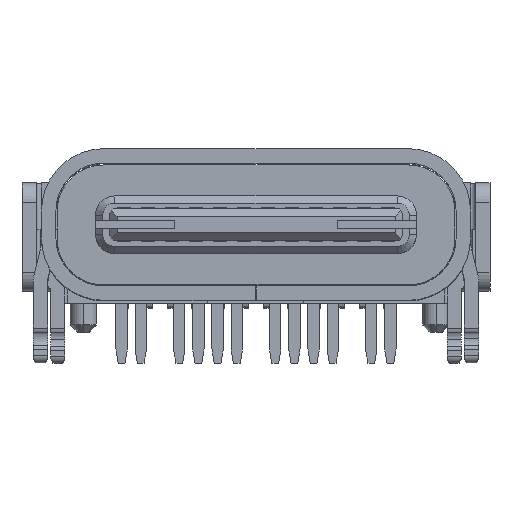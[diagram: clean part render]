
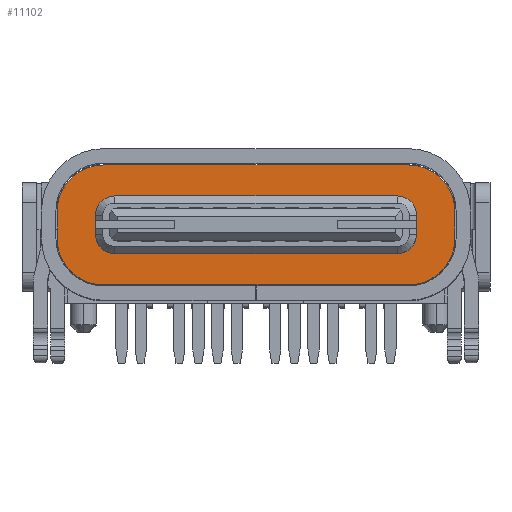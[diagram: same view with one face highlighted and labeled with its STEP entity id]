
A CAD part, top view. The second image highlights one B-rep face of the part: STEP entity #11102.
In plain terms, the highlighted planar face has unit normal (0, 0, 1).
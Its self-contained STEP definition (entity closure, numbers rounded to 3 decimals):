
#8397 = VERTEX_POINT('',#8398);
#8398 = CARTESIAN_POINT('',(3.175,1.25,1.08));
#8404 = EDGE_CURVE('',#8397,#8405,#8407,.T.);
#8405 = VERTEX_POINT('',#8406);
#8406 = CARTESIAN_POINT('',(4.145,0.28,1.08));
#8407 = CIRCLE('',#8408,0.97);
#8408 = AXIS2_PLACEMENT_3D('',#8409,#8410,#8411);
#8409 = CARTESIAN_POINT('',(3.175,0.28,1.08));
#8410 = DIRECTION('',(0.,0.,-1.));
#8411 = DIRECTION('',(0.,1.,0.));
#8445 = VERTEX_POINT('',#8446);
#8446 = CARTESIAN_POINT('',(4.145,-0.28,1.08));
#8452 = EDGE_CURVE('',#8445,#8405,#8453,.T.);
#8453 = LINE('',#8454,#8455);
#8454 = CARTESIAN_POINT('',(4.145,-0.28,1.08));
#8455 = VECTOR('',#8456,1.);
#8456 = DIRECTION('',(0.,1.,0.));
#8477 = EDGE_CURVE('',#8445,#8478,#8480,.T.);
#8478 = VERTEX_POINT('',#8479);
#8479 = CARTESIAN_POINT('',(3.175,-1.25,1.08));
#8480 = CIRCLE('',#8481,0.97);
#8481 = AXIS2_PLACEMENT_3D('',#8482,#8483,#8484);
#8482 = CARTESIAN_POINT('',(3.175,-0.28,1.08));
#8483 = DIRECTION('',(0.,0.,-1.));
#8484 = DIRECTION('',(1.,0.,0.));
#8518 = VERTEX_POINT('',#8519);
#8519 = CARTESIAN_POINT('',(-3.175,-1.25,1.08));
#8525 = EDGE_CURVE('',#8518,#8478,#8526,.T.);
#8526 = LINE('',#8527,#8528);
#8527 = CARTESIAN_POINT('',(-3.175,-1.25,1.08));
#8528 = VECTOR('',#8529,1.);
#8529 = DIRECTION('',(1.,0.,0.));
#8551 = VERTEX_POINT('',#8552);
#8552 = CARTESIAN_POINT('',(-3.175,1.25,1.08));
#8558 = EDGE_CURVE('',#8397,#8551,#8559,.T.);
#8559 = LINE('',#8560,#8561);
#8560 = CARTESIAN_POINT('',(3.175,1.25,1.08));
#8561 = VECTOR('',#8562,1.);
#8562 = DIRECTION('',(-1.,0.,0.));
#11102 = ADVANCED_FACE('',(#11103,#11134),#11204,.T.);
#11103 = FACE_BOUND('',#11104,.F.);
#11104 = EDGE_LOOP('',(#11105,#11106,#11107,#11108,#11117,#11125,#11132,
    #11133));
#11105 = ORIENTED_EDGE('',*,*,#8452,.F.);
#11106 = ORIENTED_EDGE('',*,*,#8477,.T.);
#11107 = ORIENTED_EDGE('',*,*,#8525,.F.);
#11108 = ORIENTED_EDGE('',*,*,#11109,.T.);
#11109 = EDGE_CURVE('',#8518,#11110,#11112,.T.);
#11110 = VERTEX_POINT('',#11111);
#11111 = CARTESIAN_POINT('',(-4.145,-0.28,1.08));
#11112 = CIRCLE('',#11113,0.97);
#11113 = AXIS2_PLACEMENT_3D('',#11114,#11115,#11116);
#11114 = CARTESIAN_POINT('',(-3.175,-0.28,1.08));
#11115 = DIRECTION('',(0.,0.,-1.));
#11116 = DIRECTION('',(0.,-1.,0.));
#11117 = ORIENTED_EDGE('',*,*,#11118,.T.);
#11118 = EDGE_CURVE('',#11110,#11119,#11121,.T.);
#11119 = VERTEX_POINT('',#11120);
#11120 = CARTESIAN_POINT('',(-4.145,0.28,1.08));
#11121 = LINE('',#11122,#11123);
#11122 = CARTESIAN_POINT('',(-4.145,-0.28,1.08));
#11123 = VECTOR('',#11124,1.);
#11124 = DIRECTION('',(0.,1.,0.));
#11125 = ORIENTED_EDGE('',*,*,#11126,.T.);
#11126 = EDGE_CURVE('',#11119,#8551,#11127,.T.);
#11127 = CIRCLE('',#11128,0.97);
#11128 = AXIS2_PLACEMENT_3D('',#11129,#11130,#11131);
#11129 = CARTESIAN_POINT('',(-3.175,0.28,1.08));
#11130 = DIRECTION('',(0.,0.,-1.));
#11131 = DIRECTION('',(-1.,0.,0.));
#11132 = ORIENTED_EDGE('',*,*,#8558,.F.);
#11133 = ORIENTED_EDGE('',*,*,#8404,.T.);
#11134 = FACE_BOUND('',#11135,.F.);
#11135 = EDGE_LOOP('',(#11136,#11146,#11155,#11163,#11172,#11180,#11189,
    #11197));
#11136 = ORIENTED_EDGE('',*,*,#11137,.T.);
#11137 = EDGE_CURVE('',#11138,#11140,#11142,.T.);
#11138 = VERTEX_POINT('',#11139);
#11139 = CARTESIAN_POINT('',(2.945,0.6,1.08));
#11140 = VERTEX_POINT('',#11141);
#11141 = CARTESIAN_POINT('',(-2.945,0.6,1.08));
#11142 = LINE('',#11143,#11144);
#11143 = CARTESIAN_POINT('',(2.945,0.6,1.08));
#11144 = VECTOR('',#11145,1.);
#11145 = DIRECTION('',(-1.,0.,0.));
#11146 = ORIENTED_EDGE('',*,*,#11147,.T.);
#11147 = EDGE_CURVE('',#11140,#11148,#11150,.T.);
#11148 = VERTEX_POINT('',#11149);
#11149 = CARTESIAN_POINT('',(-3.345,0.2,1.08));
#11150 = CIRCLE('',#11151,0.4);
#11151 = AXIS2_PLACEMENT_3D('',#11152,#11153,#11154);
#11152 = CARTESIAN_POINT('',(-2.945,0.2,1.08));
#11153 = DIRECTION('',(0.,0.,1.));
#11154 = DIRECTION('',(0.,1.,0.));
#11155 = ORIENTED_EDGE('',*,*,#11156,.T.);
#11156 = EDGE_CURVE('',#11148,#11157,#11159,.T.);
#11157 = VERTEX_POINT('',#11158);
#11158 = CARTESIAN_POINT('',(-3.345,-0.2,1.08));
#11159 = LINE('',#11160,#11161);
#11160 = CARTESIAN_POINT('',(-3.345,0.2,1.08));
#11161 = VECTOR('',#11162,1.);
#11162 = DIRECTION('',(0.,-1.,0.));
#11163 = ORIENTED_EDGE('',*,*,#11164,.T.);
#11164 = EDGE_CURVE('',#11157,#11165,#11167,.T.);
#11165 = VERTEX_POINT('',#11166);
#11166 = CARTESIAN_POINT('',(-2.945,-0.6,1.08));
#11167 = CIRCLE('',#11168,0.4);
#11168 = AXIS2_PLACEMENT_3D('',#11169,#11170,#11171);
#11169 = CARTESIAN_POINT('',(-2.945,-0.2,1.08));
#11170 = DIRECTION('',(0.,0.,1.));
#11171 = DIRECTION('',(-1.,0.,0.));
#11172 = ORIENTED_EDGE('',*,*,#11173,.T.);
#11173 = EDGE_CURVE('',#11165,#11174,#11176,.T.);
#11174 = VERTEX_POINT('',#11175);
#11175 = CARTESIAN_POINT('',(2.945,-0.6,1.08));
#11176 = LINE('',#11177,#11178);
#11177 = CARTESIAN_POINT('',(-2.945,-0.6,1.08));
#11178 = VECTOR('',#11179,1.);
#11179 = DIRECTION('',(1.,0.,0.));
#11180 = ORIENTED_EDGE('',*,*,#11181,.T.);
#11181 = EDGE_CURVE('',#11174,#11182,#11184,.T.);
#11182 = VERTEX_POINT('',#11183);
#11183 = CARTESIAN_POINT('',(3.345,-0.2,1.08));
#11184 = CIRCLE('',#11185,0.4);
#11185 = AXIS2_PLACEMENT_3D('',#11186,#11187,#11188);
#11186 = CARTESIAN_POINT('',(2.945,-0.2,1.08));
#11187 = DIRECTION('',(0.,0.,1.));
#11188 = DIRECTION('',(0.,-1.,0.));
#11189 = ORIENTED_EDGE('',*,*,#11190,.T.);
#11190 = EDGE_CURVE('',#11182,#11191,#11193,.T.);
#11191 = VERTEX_POINT('',#11192);
#11192 = CARTESIAN_POINT('',(3.345,0.2,1.08));
#11193 = LINE('',#11194,#11195);
#11194 = CARTESIAN_POINT('',(3.345,-0.2,1.08));
#11195 = VECTOR('',#11196,1.);
#11196 = DIRECTION('',(0.,1.,0.));
#11197 = ORIENTED_EDGE('',*,*,#11198,.T.);
#11198 = EDGE_CURVE('',#11191,#11138,#11199,.T.);
#11199 = CIRCLE('',#11200,0.4);
#11200 = AXIS2_PLACEMENT_3D('',#11201,#11202,#11203);
#11201 = CARTESIAN_POINT('',(2.945,0.2,1.08));
#11202 = DIRECTION('',(-0.,0.,1.));
#11203 = DIRECTION('',(1.,0.,0.));
#11204 = PLANE('',#11205);
#11205 = AXIS2_PLACEMENT_3D('',#11206,#11207,#11208);
#11206 = CARTESIAN_POINT('',(0.,0.,1.08)
  );
#11207 = DIRECTION('',(0.,0.,1.));
#11208 = DIRECTION('',(1.,0.,0.));
